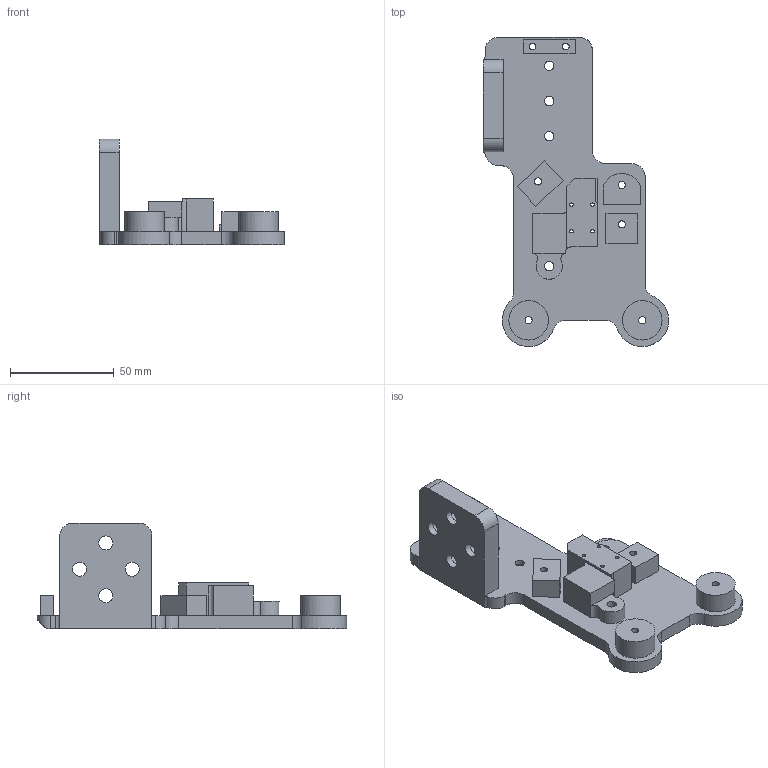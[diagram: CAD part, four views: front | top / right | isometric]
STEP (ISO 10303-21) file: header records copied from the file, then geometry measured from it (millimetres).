
FILE_DESCRIPTION(/* description */ ('STEP AP242','CAx-IF Rec.Pracs.---Representation and Presentation of Product Manufacturing Information (PMI)---4.0---2014-10-13','CAx-IF Rec.Pracs.---3D Tessellated Geometry---0.4---2014-09-14','2;1'),/* implementation_level */ '2;1');
FILE_NAME(/* name */ '61718259e49c704e44c4c69e',/* time_stamp */ '2021-10-21T15:08:09+00:00',/* author */ (''),/* organization */ (''),/* preprocessor_version */ 'ST-DEVELOPER v18.1',/* originating_system */ ' ',/* authorisation */ ' ');
FILE_SCHEMA (('AP242_MANAGED_MODEL_BASED_3D_ENGINEERING_MIM_LF { 1 0 10303 442 1 1 4 }'));
Length unit declared in the file: metre
Products named in the file (1): CW platform
Bounding box: 89.35 x 149.14 x 50.93 mm (x, y, z)
Volume: 93024.4 mm3; surface area: 32965.2 mm2
Topology: 1 solids, 1 shells, 116 faces, 311 edges, 212 vertices
Faces by surface type: plane 61, cylinder 55
Full cylindrical faces by diameter (mm): 1.778 x4, 3.264 x2, 3.454 x5, 4.496 x4, 5.556 x2, 6.756 x4, 7.938 x4, 11.113 x4, 19.05 x2
Entity records: 3445 total; most frequent: DIRECTION 609, CARTESIAN_POINT 569, ORIENTED_EDGE 520, EDGE_CURVE 260, AXIS2_PLACEMENT_3D 232, EDGE_LOOP 200, FACE_BOUND 200, VERTEX_POINT 192
